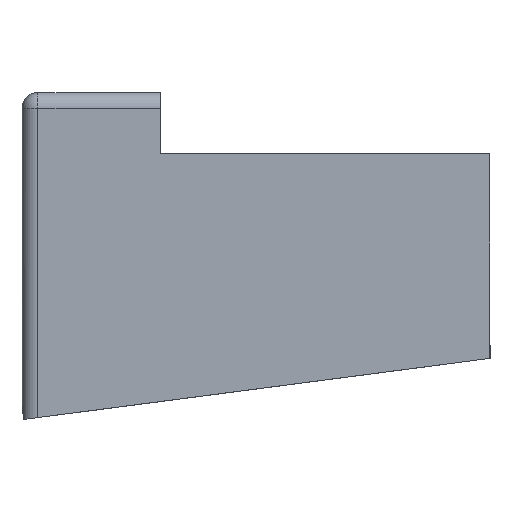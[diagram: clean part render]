
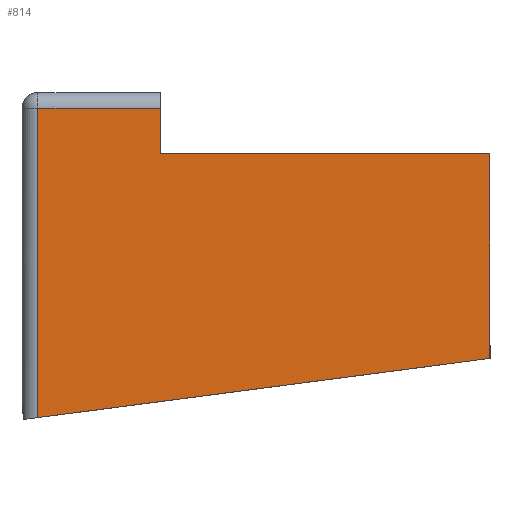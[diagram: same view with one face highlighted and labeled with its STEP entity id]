
A CAD part, left-side view. The second image highlights one B-rep face of the part: STEP entity #814.
In plain terms, the highlighted planar face has unit normal (-1, 0, 0).
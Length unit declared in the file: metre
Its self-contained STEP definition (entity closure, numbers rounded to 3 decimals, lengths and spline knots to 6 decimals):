
#136=ORIENTED_EDGE('',*,*,#334,.F.);
#137=ORIENTED_EDGE('',*,*,#336,.T.);
#138=ORIENTED_EDGE('',*,*,#321,.F.);
#139=ORIENTED_EDGE('',*,*,#338,.T.);
#140=ORIENTED_EDGE('',*,*,#339,.T.);
#141=ORIENTED_EDGE('',*,*,#283,.T.);
#283=EDGE_CURVE('',#391,#390,#466,.T.);
#321=EDGE_CURVE('',#423,#424,#500,.T.);
#334=EDGE_CURVE('',#431,#390,#508,.T.);
#336=EDGE_CURVE('',#431,#424,#509,.T.);
#338=EDGE_CURVE('',#423,#433,#511,.F.);
#339=EDGE_CURVE('',#433,#391,#512,.F.);
#390=VERTEX_POINT('',#1219);
#391=VERTEX_POINT('',#1221);
#423=VERTEX_POINT('',#1296);
#424=VERTEX_POINT('',#1298);
#431=VERTEX_POINT('',#1320);
#433=VERTEX_POINT('',#1329);
#466=LINE('',#1220,#548);
#500=LINE('',#1297,#582);
#508=LINE('',#1321,#590);
#509=LINE('',#1325,#591);
#511=LINE('',#1328,#593);
#512=LINE('',#1330,#594);
#548=VECTOR('',#966,1.);
#582=VECTOR('',#1020,1.);
#590=VECTOR('',#1044,1.);
#591=VECTOR('',#1049,1.);
#593=VECTOR('',#1053,1.);
#594=VECTOR('',#1054,1.);
#635=EDGE_LOOP('',(#136,#137,#138,#139,#140,#141));
#712=FACE_BOUND('',#635,.T.);
#775=PLANE('',#888);
#814=ADVANCED_FACE('',(#712),#775,.F.);
#888=AXIS2_PLACEMENT_3D('',#1327,#1051,#1052);
#966=DIRECTION('',(0.,-0.992,0.13));
#1020=DIRECTION('',(0.,0.,-1.));
#1044=DIRECTION('',(0.,0.,-1.));
#1049=DIRECTION('',(0.,1.,0.));
#1051=DIRECTION('',(1.,0.,0.));
#1052=DIRECTION('',(0.,0.,-1.));
#1053=DIRECTION('',(0.,-1.,0.));
#1054=DIRECTION('',(0.,0.,1.));
#1219=CARTESIAN_POINT('',(-0.206,0.103,-0.038498));
#1220=CARTESIAN_POINT('',(-0.206,0.173511,-0.047731));
#1221=CARTESIAN_POINT('',(-0.206,0.188,-0.049628));
#1296=CARTESIAN_POINT('',(-0.206,0.165,0.0085));
#1297=CARTESIAN_POINT('',(-0.206,0.165,0.0115));
#1298=CARTESIAN_POINT('',(-0.206,0.165,0.));
#1320=CARTESIAN_POINT('',(-0.206,0.103,0.));
#1321=CARTESIAN_POINT('',(-0.206,0.103,-0.0475));
#1325=CARTESIAN_POINT('',(-0.206,0.178,0.));
#1327=CARTESIAN_POINT('',(-0.206,0.178,-0.0475));
#1328=CARTESIAN_POINT('',(-0.206,0.191,0.0085));
#1329=CARTESIAN_POINT('',(-0.206,0.188,0.0085));
#1330=CARTESIAN_POINT('',(-0.206,0.188,-0.0475));
